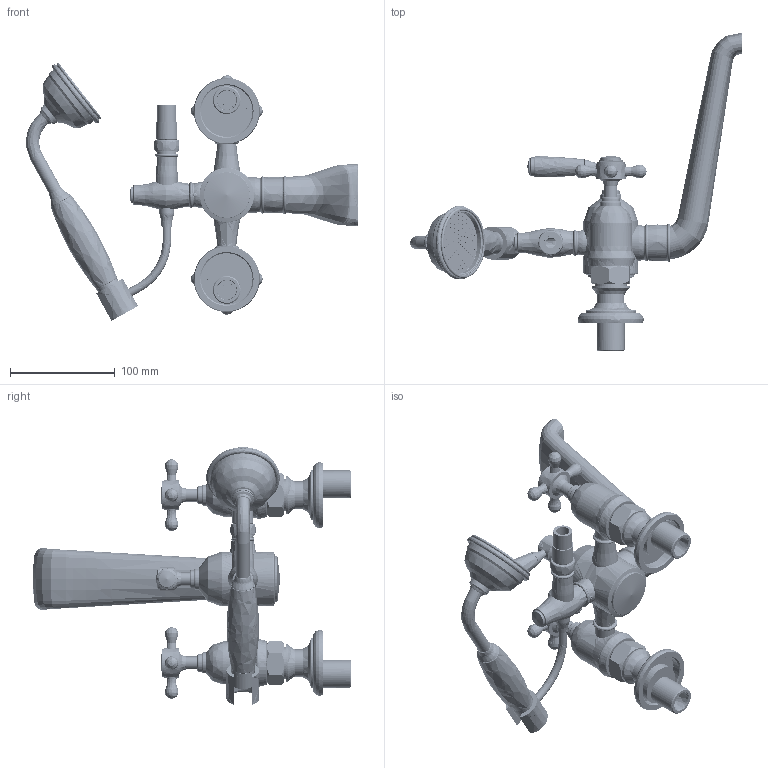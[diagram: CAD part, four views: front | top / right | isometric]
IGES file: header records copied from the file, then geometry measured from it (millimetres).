
Global section: file name: V2K33-X; native system: Autodesk Inventor 2018; preprocessor: unknown; author: aduggalther; date: 20180123.075857; units: millimetre
Bounding box: 316.48 x 303.37 x 245.49 mm (x, y, z)
Volume: 733144.3 mm3; surface area: 348984.2 mm2
Topology: 83 solids, 84 shells, 2797 faces, 8006 edges, 5455 vertices
Faces by surface type: bspline 2797
